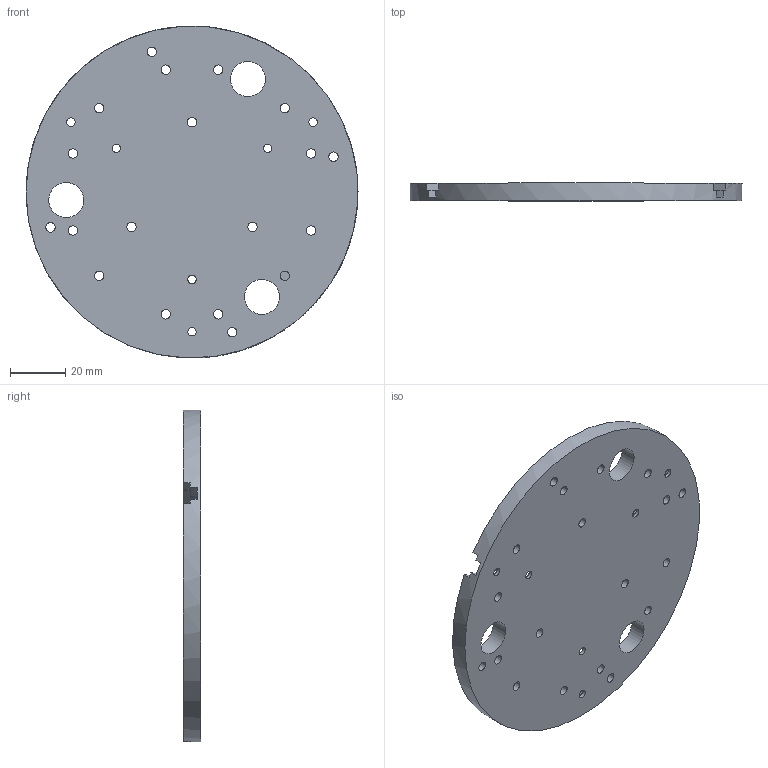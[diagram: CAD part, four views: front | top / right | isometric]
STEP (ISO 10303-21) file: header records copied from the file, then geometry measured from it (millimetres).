
FILE_DESCRIPTION(/* description */ (''),/* implementation_level */ '2;1');
FILE_NAME(/* name */ 'Body.ipt.stp',/* time_stamp */ '2014-03-02T15:59:21-05:00',/* author */ ('Spooner'),/* organization */ (''),/* preprocessor_version */ 'ST-DEVELOPER v15.2',/* originating_system */ 'Autodesk Inventor 2014',/* authorisation */ '');
FILE_SCHEMA (('AUTOMOTIVE_DESIGN { 1 0 10303 214 3 1 1 }'));
Length unit declared in the file: inch
Products named in the file (1): Body
Bounding box: 120.65 x 6.4 x 120.64 mm (x, y, z)
Volume: 63311.5 mm3; surface area: 27440.6 mm2
Topology: 1 solids, 1 shells, 82 faces, 237 edges, 158 vertices
Faces by surface type: cylinder 48, plane 34
Full cylindrical faces by diameter (mm): 3.048 x6, 3.429 x19, 12.7 x3, 25.4 x1, 120.65 x1
Entity records: 2711 total; most frequent: DIRECTION 478, CARTESIAN_POINT 442, ORIENTED_EDGE 408, EDGE_CURVE 204, AXIS2_PLACEMENT_3D 191, EDGE_LOOP 167, VERTEX_POINT 155, CIRCLE 108
